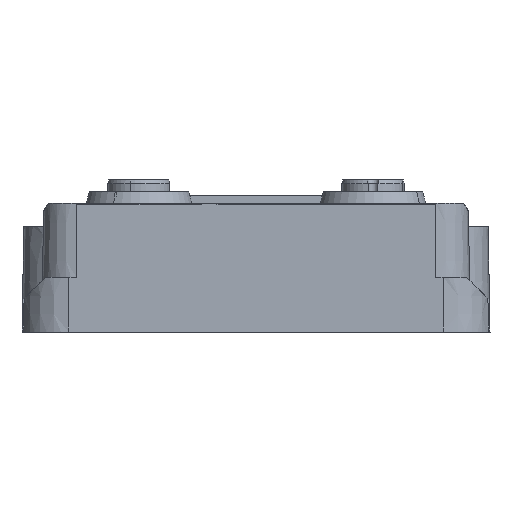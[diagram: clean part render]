
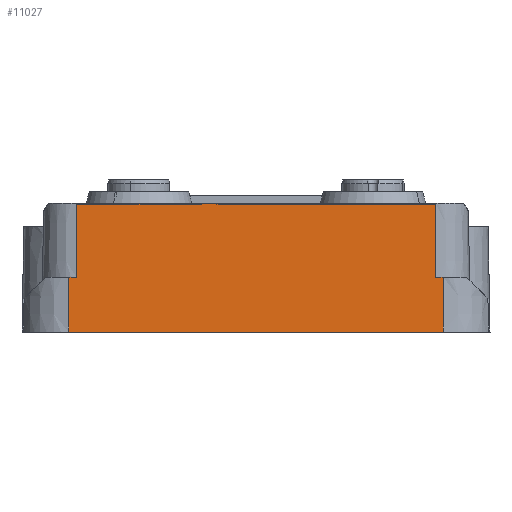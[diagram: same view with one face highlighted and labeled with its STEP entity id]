
A CAD part, front view. The second image highlights one B-rep face of the part: STEP entity #11027.
In plain terms, the highlighted planar face has unit normal (0, -1, 0.018).
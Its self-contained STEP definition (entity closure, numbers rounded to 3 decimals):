
#10977=AXIS2_PLACEMENT_3D('Plane Axis2P3D',#10974,#10975,#10976) ;
#10531=CARTESIAN_POINT('Vertex',(7.,0.288,16.5)) ;
#10534=CARTESIAN_POINT('Line Origine',(30.,0.288,16.5)) ;
#10538=CARTESIAN_POINT('Vertex',(53.,0.288,16.5)) ;
#10852=CARTESIAN_POINT('Vertex',(54.,0.,0.)) ;
#10855=CARTESIAN_POINT('Line Origine',(30.,0.,0.)) ;
#10859=CARTESIAN_POINT('Vertex',(6.,0.,0.)) ;
#10974=CARTESIAN_POINT('Axis2P3D Location',(60.,0.,0.)) ;
#10979=CARTESIAN_POINT('Line Origine',(54.,0.061,3.5)) ;
#10983=CARTESIAN_POINT('Vertex',(54.,0.122,7.)) ;
#10986=CARTESIAN_POINT('Line Origine',(30.,0.122,7.)) ;
#10990=CARTESIAN_POINT('Vertex',(53.,0.122,7.)) ;
#10993=CARTESIAN_POINT('Line Origine',(53.,0.061,3.5)) ;
#10998=CARTESIAN_POINT('Line Origine',(7.,0.061,3.5)) ;
#11002=CARTESIAN_POINT('Vertex',(7.,0.122,7.)) ;
#11005=CARTESIAN_POINT('Line Origine',(30.,0.122,7.)) ;
#11009=CARTESIAN_POINT('Vertex',(6.,0.122,7.)) ;
#11012=CARTESIAN_POINT('Line Origine',(6.,0.061,3.5)) ;
#10535=DIRECTION('Vector Direction',(-1.,0.,0.)) ;
#10856=DIRECTION('Vector Direction',(-1.,0.,0.)) ;
#10975=DIRECTION('Axis2P3D Direction',(0.,-1.,0.017)) ;
#10976=DIRECTION('Axis2P3D XDirection',(-1.,0.,0.)) ;
#10980=DIRECTION('Vector Direction',(0.,-0.017,-1.)) ;
#10987=DIRECTION('Vector Direction',(-1.,0.,0.)) ;
#10994=DIRECTION('Vector Direction',(0.,-0.017,-1.)) ;
#10999=DIRECTION('Vector Direction',(0.,-0.017,-1.)) ;
#11006=DIRECTION('Vector Direction',(-1.,0.,0.)) ;
#11013=DIRECTION('Vector Direction',(0.,-0.017,-1.)) ;
#10536=VECTOR('Line Direction',#10535,1.) ;
#10857=VECTOR('Line Direction',#10856,1.) ;
#10981=VECTOR('Line Direction',#10980,1.) ;
#10988=VECTOR('Line Direction',#10987,1.) ;
#10995=VECTOR('Line Direction',#10994,1.) ;
#11000=VECTOR('Line Direction',#10999,1.) ;
#11007=VECTOR('Line Direction',#11006,1.) ;
#11014=VECTOR('Line Direction',#11013,1.) ;
#11018=ORIENTED_EDGE('',*,*,#10985,.T.) ;
#11019=ORIENTED_EDGE('',*,*,#10992,.F.) ;
#11020=ORIENTED_EDGE('',*,*,#10997,.T.) ;
#11021=ORIENTED_EDGE('',*,*,#10540,.F.) ;
#11022=ORIENTED_EDGE('',*,*,#11004,.F.) ;
#11023=ORIENTED_EDGE('',*,*,#11011,.F.) ;
#11024=ORIENTED_EDGE('',*,*,#11016,.F.) ;
#11025=ORIENTED_EDGE('',*,*,#10861,.F.) ;
#11027=ADVANCED_FACE('335267.1\\427560.1\\Gehaeuse',(#11026),#10978,.T.) ;
#10540=EDGE_CURVE('',#10532,#10539,#10537,.F.) ;
#10861=EDGE_CURVE('',#10853,#10860,#10858,.T.) ;
#10985=EDGE_CURVE('',#10853,#10984,#10982,.F.) ;
#10992=EDGE_CURVE('',#10991,#10984,#10989,.F.) ;
#10997=EDGE_CURVE('',#10991,#10539,#10996,.F.) ;
#11004=EDGE_CURVE('',#11003,#10532,#11001,.F.) ;
#11011=EDGE_CURVE('',#11010,#11003,#11008,.F.) ;
#11016=EDGE_CURVE('',#10860,#11010,#11015,.F.) ;
#11017=EDGE_LOOP('',(#11018,#11019,#11020,#11021,#11022,#11023,#11024,#11025)) ;
#11026=FACE_OUTER_BOUND('',#11017,.T.) ;
#10537=LINE('Line',#10534,#10536) ;
#10858=LINE('Line',#10855,#10857) ;
#10982=LINE('Line',#10979,#10981) ;
#10989=LINE('Line',#10986,#10988) ;
#10996=LINE('Line',#10993,#10995) ;
#11001=LINE('Line',#10998,#11000) ;
#11008=LINE('Line',#11005,#11007) ;
#11015=LINE('Line',#11012,#11014) ;
#10978=PLANE('',#10977) ;
#10532=VERTEX_POINT('',#10531) ;
#10539=VERTEX_POINT('',#10538) ;
#10853=VERTEX_POINT('',#10852) ;
#10860=VERTEX_POINT('',#10859) ;
#10984=VERTEX_POINT('',#10983) ;
#10991=VERTEX_POINT('',#10990) ;
#11003=VERTEX_POINT('',#11002) ;
#11010=VERTEX_POINT('',#11009) ;
